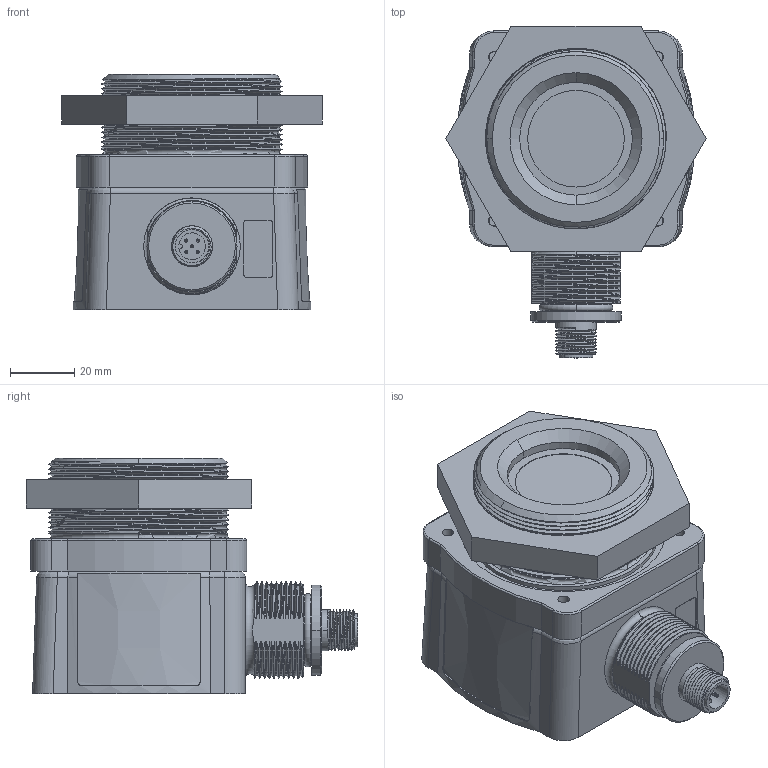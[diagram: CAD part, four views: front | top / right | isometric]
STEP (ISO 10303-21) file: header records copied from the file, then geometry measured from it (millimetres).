
FILE_DESCRIPTION((''),'2;1');
FILE_NAME('159644_SM01_ASM','2023-07-05T08:37:18',('banengservice'),('BANNER ENGINEERING'),'CREO PARAMETRIC BY PTC INC, 2022414','CREO PARAMETRIC BY PTC INC, 2022414','');
FILE_SCHEMA(('CONFIG_CONTROL_DESIGN'));
Products named in the file (3): 159644_EP01; 119873; 159644_SM01_ASM
Assembly tree (2 placements, depth 2):
  159644_SM01_ASM
    159644_EP01
    119873
Bounding box: 80.83 x 102.97 x 73.1 mm (x, y, z)
Volume: 292949.1 mm3; surface area: 46007.7 mm2
Topology: 2 solids, 2 shells, 553 faces, 1412 edges, 913 vertices
Faces by surface type: cylinder 219, plane 145, bspline 116, cone 30, torus 22, extrusion 21
Entity records: 42066 total; most frequent: CARTESIAN_POINT 29465, ORIENTED_EDGE 2824, DIRECTION 2221, EDGE_CURVE 1412, VERTEX_POINT 913, AXIS2_PLACEMENT_3D 805, VECTOR 611, EDGE_LOOP 605
